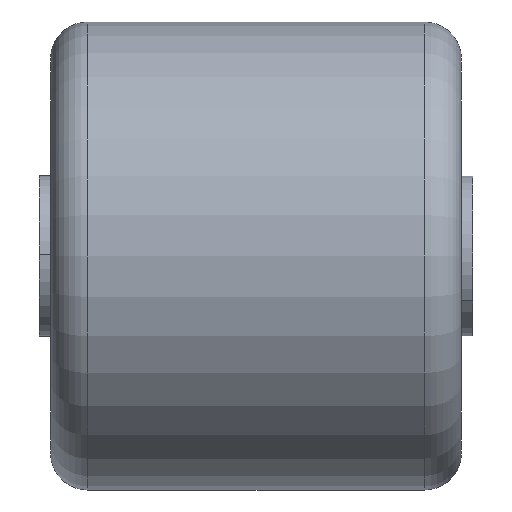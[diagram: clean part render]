
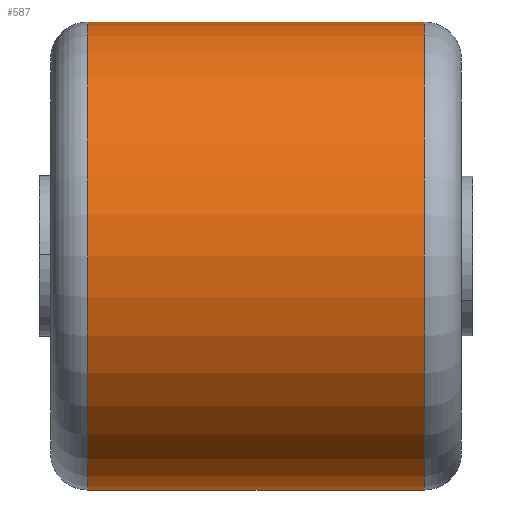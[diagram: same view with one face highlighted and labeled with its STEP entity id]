
A CAD part, front view. The second image highlights one B-rep face of the part: STEP entity #587.
In plain terms, the highlighted cylindrical face has radius 41 mm (diameter 82 mm), a partial arc.
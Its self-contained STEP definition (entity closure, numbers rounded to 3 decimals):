
#112 = CARTESIAN_POINT ( 'NONE',  ( -57.637, 0., 250.987 ) ) ;
#113 = AXIS2_PLACEMENT_3D ( 'NONE', #4514, #1463, #3213 ) ;
#337 = ORIENTED_EDGE ( 'NONE', *, *, #2783, .F. ) ;
#404 = VERTEX_POINT ( 'NONE', #2531 ) ;
#587 = ADVANCED_FACE ( 'NONE', ( #2371 ), #3173, .T. ) ;
#1052 = EDGE_CURVE ( 'NONE', #2947, #404, #2582, .T. ) ;
#1368 = DIRECTION ( 'NONE',  ( 1., 0., 0. ) ) ;
#1397 = ORIENTED_EDGE ( 'NONE', *, *, #2266, .T. ) ;
#1405 = EDGE_LOOP ( 'NONE', ( #337, #2896, #2484, #1397 ) ) ;
#1463 = DIRECTION ( 'NONE',  ( -1., 0., 0. ) ) ;
#1557 = CARTESIAN_POINT ( 'NONE',  ( -29.5, 0., 332.987 ) ) ;
#1698 = CARTESIAN_POINT ( 'NONE',  ( -57.637, 0., 291.987 ) ) ;
#1812 = AXIS2_PLACEMENT_3D ( 'NONE', #1698, #4249, #3724 ) ;
#2266 = EDGE_CURVE ( 'NONE', #4636, #2267, #5216, .T. ) ;
#2267 = VERTEX_POINT ( 'NONE', #3812 ) ;
#2371 = FACE_OUTER_BOUND ( 'NONE', #1405, .T. ) ;
#2422 = AXIS2_PLACEMENT_3D ( 'NONE', #5198, #1368, #4785 ) ;
#2484 = ORIENTED_EDGE ( 'NONE', *, *, #4013, .T. ) ;
#2531 = CARTESIAN_POINT ( 'NONE',  ( 29.5, 0., 332.987 ) ) ;
#2582 = CIRCLE ( 'NONE', #113, 41. ) ;
#2620 = CARTESIAN_POINT ( 'NONE',  ( 29.5, 0., 250.987 ) ) ;
#2783 = EDGE_CURVE ( 'NONE', #2947, #2267, #4784, .T. ) ;
#2896 = ORIENTED_EDGE ( 'NONE', *, *, #1052, .T. ) ;
#2947 = VERTEX_POINT ( 'NONE', #2620 ) ;
#3057 = VECTOR ( 'NONE', #4351, 1000. ) ;
#3173 = CYLINDRICAL_SURFACE ( 'NONE', #1812, 41. ) ;
#3213 = DIRECTION ( 'NONE',  ( 0., 0., 1. ) ) ;
#3724 = DIRECTION ( 'NONE',  ( 0., 0., 1. ) ) ;
#3812 = CARTESIAN_POINT ( 'NONE',  ( -29.5, 0., 250.987 ) ) ;
#4013 = EDGE_CURVE ( 'NONE', #404, #4636, #4664, .T. ) ;
#4249 = DIRECTION ( 'NONE',  ( -1., 0., 0. ) ) ;
#4351 = DIRECTION ( 'NONE',  ( -1., 0., 0. ) ) ;
#4458 = DIRECTION ( 'NONE',  ( -1., 0., 0. ) ) ;
#4514 = CARTESIAN_POINT ( 'NONE',  ( 29.5, 0., 291.987 ) ) ;
#4636 = VERTEX_POINT ( 'NONE', #1557 ) ;
#4664 = LINE ( 'NONE', #5121, #5114 ) ;
#4785 = DIRECTION ( 'NONE',  ( 0., 0., -1. ) ) ;
#4784 = LINE ( 'NONE', #112, #3057 ) ;
#5114 = VECTOR ( 'NONE', #4458, 1000. ) ;
#5121 = CARTESIAN_POINT ( 'NONE',  ( -57.637, 0., 332.987 ) ) ;
#5198 = CARTESIAN_POINT ( 'NONE',  ( -29.5, 0., 291.987 ) ) ;
#5216 = CIRCLE ( 'NONE', #2422, 41. ) ;
